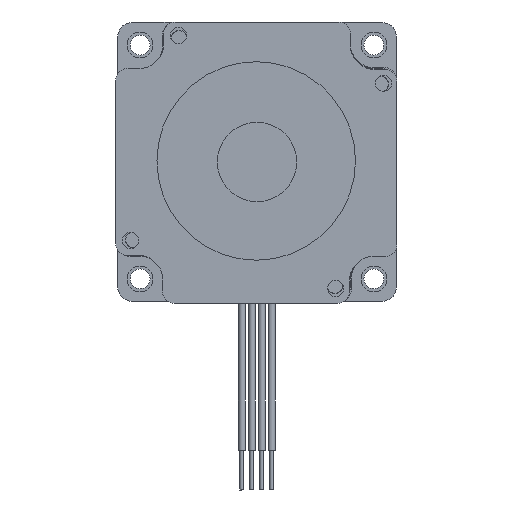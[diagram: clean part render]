
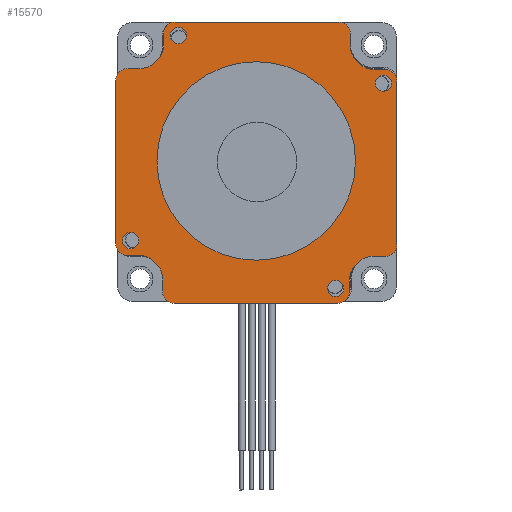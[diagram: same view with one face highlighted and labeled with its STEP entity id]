
A CAD part, front view. The second image highlights one B-rep face of the part: STEP entity #15570.
In plain terms, the highlighted planar face has unit normal (0, -1, 0).
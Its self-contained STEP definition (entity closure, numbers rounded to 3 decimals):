
#295=LINE('',#24001,#1592);
#296=LINE('',#24005,#1593);
#297=LINE('',#24009,#1594);
#298=LINE('',#24013,#1595);
#299=LINE('',#24017,#1596);
#300=LINE('',#24021,#1597);
#301=LINE('',#24025,#1598);
#302=LINE('',#24029,#1599);
#303=LINE('',#24033,#1600);
#304=LINE('',#24037,#1601);
#305=LINE('',#24041,#1602);
#306=LINE('',#24044,#1603);
#1592=VECTOR('',#18854,2.3);
#1593=VECTOR('',#18857,33.);
#1594=VECTOR('',#18860,2.1);
#1595=VECTOR('',#18863,2.417);
#1596=VECTOR('',#18866,33.);
#1597=VECTOR('',#18869,2.217);
#1598=VECTOR('',#18872,2.417);
#1599=VECTOR('',#18875,33.);
#1600=VECTOR('',#18878,2.217);
#1601=VECTOR('',#18881,2.3);
#1602=VECTOR('',#18884,33.);
#1603=VECTOR('',#18887,2.1);
#2777=PLANE('',#16558);
#3125=FACE_BOUND('',#4310,.T.);
#3126=FACE_BOUND('',#4311,.T.);
#3127=FACE_BOUND('',#4312,.T.);
#3128=FACE_BOUND('',#4313,.T.);
#3129=FACE_BOUND('',#4314,.T.);
#3394=FACE_OUTER_BOUND('',#4309,.T.);
#4309=EDGE_LOOP('',(#10793,#10794,#10795,#10796,#10797,#10798,#10799,#10800,
#10801,#10802,#10803,#10804,#10805,#10806,#10807,#10808,#10809,#10810,#10811,
#10812,#10813,#10814,#10815,#10816));
#4310=EDGE_LOOP('',(#10817));
#4311=EDGE_LOOP('',(#10818));
#4312=EDGE_LOOP('',(#10819));
#4313=EDGE_LOOP('',(#10820));
#4314=EDGE_LOOP('',(#10821));
#5362=CIRCLE('',#16556,8.);
#5364=CIRCLE('',#16559,5.);
#5365=CIRCLE('',#16560,2.3);
#5366=CIRCLE('',#16561,2.3);
#5367=CIRCLE('',#16562,5.);
#5368=CIRCLE('',#16563,2.3);
#5369=CIRCLE('',#16564,2.3);
#5370=CIRCLE('',#16565,5.);
#5371=CIRCLE('',#16566,2.3);
#5372=CIRCLE('',#16567,2.3);
#5373=CIRCLE('',#16568,5.);
#5374=CIRCLE('',#16569,2.3);
#5375=CIRCLE('',#16570,2.3);
#5376=CIRCLE('',#16571,1.65);
#5377=CIRCLE('',#16572,1.65);
#5378=CIRCLE('',#16573,1.65);
#5379=CIRCLE('',#16574,1.65);
#6482=VERTEX_POINT('',#23992);
#6484=VERTEX_POINT('',#23997);
#6485=VERTEX_POINT('',#23998);
#6486=VERTEX_POINT('',#24000);
#6487=VERTEX_POINT('',#24002);
#6488=VERTEX_POINT('',#24004);
#6489=VERTEX_POINT('',#24006);
#6490=VERTEX_POINT('',#24008);
#6491=VERTEX_POINT('',#24010);
#6492=VERTEX_POINT('',#24012);
#6493=VERTEX_POINT('',#24014);
#6494=VERTEX_POINT('',#24016);
#6495=VERTEX_POINT('',#24018);
#6496=VERTEX_POINT('',#24020);
#6497=VERTEX_POINT('',#24022);
#6498=VERTEX_POINT('',#24024);
#6499=VERTEX_POINT('',#24026);
#6500=VERTEX_POINT('',#24028);
#6501=VERTEX_POINT('',#24030);
#6502=VERTEX_POINT('',#24032);
#6503=VERTEX_POINT('',#24034);
#6504=VERTEX_POINT('',#24036);
#6505=VERTEX_POINT('',#24038);
#6506=VERTEX_POINT('',#24040);
#6507=VERTEX_POINT('',#24042);
#6508=VERTEX_POINT('',#24045);
#6509=VERTEX_POINT('',#24047);
#6510=VERTEX_POINT('',#24049);
#6511=VERTEX_POINT('',#24051);
#8179=EDGE_CURVE('',#6482,#6482,#5362,.F.);
#8181=EDGE_CURVE('',#6484,#6485,#5364,.T.);
#8182=EDGE_CURVE('',#6486,#6484,#295,.T.);
#8183=EDGE_CURVE('',#6487,#6486,#5365,.T.);
#8184=EDGE_CURVE('',#6488,#6487,#296,.T.);
#8185=EDGE_CURVE('',#6489,#6488,#5366,.T.);
#8186=EDGE_CURVE('',#6490,#6489,#297,.T.);
#8187=EDGE_CURVE('',#6491,#6490,#5367,.T.);
#8188=EDGE_CURVE('',#6492,#6491,#298,.T.);
#8189=EDGE_CURVE('',#6493,#6492,#5368,.T.);
#8190=EDGE_CURVE('',#6494,#6493,#299,.T.);
#8191=EDGE_CURVE('',#6495,#6494,#5369,.T.);
#8192=EDGE_CURVE('',#6496,#6495,#300,.T.);
#8193=EDGE_CURVE('',#6497,#6496,#5370,.T.);
#8194=EDGE_CURVE('',#6498,#6497,#301,.T.);
#8195=EDGE_CURVE('',#6499,#6498,#5371,.T.);
#8196=EDGE_CURVE('',#6500,#6499,#302,.T.);
#8197=EDGE_CURVE('',#6501,#6500,#5372,.T.);
#8198=EDGE_CURVE('',#6502,#6501,#303,.T.);
#8199=EDGE_CURVE('',#6503,#6502,#5373,.T.);
#8200=EDGE_CURVE('',#6504,#6503,#304,.T.);
#8201=EDGE_CURVE('',#6505,#6504,#5374,.T.);
#8202=EDGE_CURVE('',#6506,#6505,#305,.T.);
#8203=EDGE_CURVE('',#6507,#6506,#5375,.T.);
#8204=EDGE_CURVE('',#6485,#6507,#306,.T.);
#8205=EDGE_CURVE('',#6508,#6508,#5376,.T.);
#8206=EDGE_CURVE('',#6509,#6509,#5377,.T.);
#8207=EDGE_CURVE('',#6510,#6510,#5378,.T.);
#8208=EDGE_CURVE('',#6511,#6511,#5379,.T.);
#10793=ORIENTED_EDGE('',*,*,#8181,.F.);
#10794=ORIENTED_EDGE('',*,*,#8182,.F.);
#10795=ORIENTED_EDGE('',*,*,#8183,.F.);
#10796=ORIENTED_EDGE('',*,*,#8184,.F.);
#10797=ORIENTED_EDGE('',*,*,#8185,.F.);
#10798=ORIENTED_EDGE('',*,*,#8186,.F.);
#10799=ORIENTED_EDGE('',*,*,#8187,.F.);
#10800=ORIENTED_EDGE('',*,*,#8188,.F.);
#10801=ORIENTED_EDGE('',*,*,#8189,.F.);
#10802=ORIENTED_EDGE('',*,*,#8190,.F.);
#10803=ORIENTED_EDGE('',*,*,#8191,.F.);
#10804=ORIENTED_EDGE('',*,*,#8192,.F.);
#10805=ORIENTED_EDGE('',*,*,#8193,.F.);
#10806=ORIENTED_EDGE('',*,*,#8194,.F.);
#10807=ORIENTED_EDGE('',*,*,#8195,.F.);
#10808=ORIENTED_EDGE('',*,*,#8196,.F.);
#10809=ORIENTED_EDGE('',*,*,#8197,.F.);
#10810=ORIENTED_EDGE('',*,*,#8198,.F.);
#10811=ORIENTED_EDGE('',*,*,#8199,.F.);
#10812=ORIENTED_EDGE('',*,*,#8200,.F.);
#10813=ORIENTED_EDGE('',*,*,#8201,.F.);
#10814=ORIENTED_EDGE('',*,*,#8202,.F.);
#10815=ORIENTED_EDGE('',*,*,#8203,.F.);
#10816=ORIENTED_EDGE('',*,*,#8204,.F.);
#10817=ORIENTED_EDGE('',*,*,#8205,.T.);
#10818=ORIENTED_EDGE('',*,*,#8206,.T.);
#10819=ORIENTED_EDGE('',*,*,#8207,.T.);
#10820=ORIENTED_EDGE('',*,*,#8208,.T.);
#10821=ORIENTED_EDGE('',*,*,#8179,.F.);
#15570=ADVANCED_FACE('',(#3394,#3125,#3126,#3127,#3128,#3129),#2777,.F.);
#16556=AXIS2_PLACEMENT_3D('',#23993,#18846,#18847);
#16558=AXIS2_PLACEMENT_3D('',#23996,#18850,#18851);
#16559=AXIS2_PLACEMENT_3D('',#23999,#18852,#18853);
#16560=AXIS2_PLACEMENT_3D('',#24003,#18855,#18856);
#16561=AXIS2_PLACEMENT_3D('',#24007,#18858,#18859);
#16562=AXIS2_PLACEMENT_3D('',#24011,#18861,#18862);
#16563=AXIS2_PLACEMENT_3D('',#24015,#18864,#18865);
#16564=AXIS2_PLACEMENT_3D('',#24019,#18867,#18868);
#16565=AXIS2_PLACEMENT_3D('',#24023,#18870,#18871);
#16566=AXIS2_PLACEMENT_3D('',#24027,#18873,#18874);
#16567=AXIS2_PLACEMENT_3D('',#24031,#18876,#18877);
#16568=AXIS2_PLACEMENT_3D('',#24035,#18879,#18880);
#16569=AXIS2_PLACEMENT_3D('',#24039,#18882,#18883);
#16570=AXIS2_PLACEMENT_3D('',#24043,#18885,#18886);
#16571=AXIS2_PLACEMENT_3D('',#24046,#18888,#18889);
#16572=AXIS2_PLACEMENT_3D('',#24048,#18890,#18891);
#16573=AXIS2_PLACEMENT_3D('',#24050,#18892,#18893);
#16574=AXIS2_PLACEMENT_3D('',#24052,#18894,#18895);
#18846=DIRECTION('center_axis',(0.,1.,0.));
#18847=DIRECTION('ref_axis',(0.,0.,1.));
#18850=DIRECTION('center_axis',(0.,1.,0.));
#18851=DIRECTION('ref_axis',(0.,0.,1.));
#18852=DIRECTION('center_axis',(0.,-1.,0.));
#18853=DIRECTION('ref_axis',(0.,0.,1.));
#18854=DIRECTION('',(0.,0.,1.));
#18855=DIRECTION('center_axis',(0.,1.,0.));
#18856=DIRECTION('ref_axis',(0.,0.,-1.));
#18857=DIRECTION('',(-1.,0.,0.));
#18858=DIRECTION('center_axis',(0.,1.,0.));
#18859=DIRECTION('ref_axis',(0.,0.,1.));
#18860=DIRECTION('',(0.,0.,-1.));
#18861=DIRECTION('center_axis',(0.,-1.,0.));
#18862=DIRECTION('ref_axis',(0.,0.,-1.));
#18863=DIRECTION('',(-1.,0.,0.));
#18864=DIRECTION('center_axis',(0.,1.,0.));
#18865=DIRECTION('ref_axis',(0.,0.,1.));
#18866=DIRECTION('',(0.,0.,-1.));
#18867=DIRECTION('center_axis',(0.,1.,0.));
#18868=DIRECTION('ref_axis',(0.,0.,1.));
#18869=DIRECTION('',(1.,0.,0.));
#18870=DIRECTION('center_axis',(0.,-1.,0.));
#18871=DIRECTION('ref_axis',(0.,0.,-1.));
#18872=DIRECTION('',(0.,0.,-1.));
#18873=DIRECTION('center_axis',(0.,1.,0.));
#18874=DIRECTION('ref_axis',(0.,0.,1.));
#18875=DIRECTION('',(1.,0.,0.));
#18876=DIRECTION('center_axis',(0.,1.,0.));
#18877=DIRECTION('ref_axis',(0.,0.,1.));
#18878=DIRECTION('',(0.,0.,1.));
#18879=DIRECTION('center_axis',(0.,-1.,0.));
#18880=DIRECTION('ref_axis',(0.,0.,1.));
#18881=DIRECTION('',(1.,0.,0.));
#18882=DIRECTION('center_axis',(0.,1.,0.));
#18883=DIRECTION('ref_axis',(0.,0.,1.));
#18884=DIRECTION('',(0.,0.,1.));
#18885=DIRECTION('center_axis',(0.,1.,0.));
#18886=DIRECTION('ref_axis',(0.,0.,1.));
#18887=DIRECTION('',(-1.,0.,0.));
#18888=DIRECTION('center_axis',(0.,1.,0.));
#18889=DIRECTION('ref_axis',(0.,0.,1.));
#18890=DIRECTION('center_axis',(0.,1.,0.));
#18891=DIRECTION('ref_axis',(0.,0.,1.));
#18892=DIRECTION('center_axis',(0.,1.,0.));
#18893=DIRECTION('ref_axis',(0.,0.,1.));
#18894=DIRECTION('center_axis',(0.,1.,0.));
#18895=DIRECTION('ref_axis',(0.,0.,1.));
#23992=CARTESIAN_POINT('',(0.,0.,8.));
#23993=CARTESIAN_POINT('Origin',(0.,0.,0.));
#23996=CARTESIAN_POINT('Origin',(-23.8,0.,-23.6));
#23997=CARTESIAN_POINT('',(-18.8,0.,-23.6));
#23998=CARTESIAN_POINT('',(-23.8,0.,-18.6));
#23999=CARTESIAN_POINT('Origin',(-23.8,0.,-23.6));
#24000=CARTESIAN_POINT('',(-18.8,0.,-25.9));
#24001=CARTESIAN_POINT('',(-18.8,0.,-25.9));
#24002=CARTESIAN_POINT('',(-16.5,0.,-28.2));
#24003=CARTESIAN_POINT('Origin',(-16.5,0.,-25.9));
#24004=CARTESIAN_POINT('',(16.5,0.,-28.2));
#24005=CARTESIAN_POINT('',(16.5,0.,-28.2));
#24006=CARTESIAN_POINT('',(18.8,0.,-25.9));
#24007=CARTESIAN_POINT('Origin',(16.5,0.,-25.9));
#24008=CARTESIAN_POINT('',(18.8,0.,-23.8));
#24009=CARTESIAN_POINT('',(18.8,0.,-23.8));
#24010=CARTESIAN_POINT('',(23.8,0.,-18.8));
#24011=CARTESIAN_POINT('Origin',(23.8,0.,-23.8));
#24012=CARTESIAN_POINT('',(26.217,0.,-18.8));
#24013=CARTESIAN_POINT('',(26.217,0.,-18.8));
#24014=CARTESIAN_POINT('',(28.517,0.,-16.5));
#24015=CARTESIAN_POINT('Origin',(26.217,0.,-16.5));
#24016=CARTESIAN_POINT('',(28.517,0.,16.5));
#24017=CARTESIAN_POINT('',(28.517,0.,16.5));
#24018=CARTESIAN_POINT('',(26.217,0.,18.8));
#24019=CARTESIAN_POINT('Origin',(26.217,0.,16.5));
#24020=CARTESIAN_POINT('',(24.,0.,18.8));
#24021=CARTESIAN_POINT('',(24.,0.,18.8));
#24022=CARTESIAN_POINT('',(19.,0.,23.8));
#24023=CARTESIAN_POINT('Origin',(24.,0.,23.8));
#24024=CARTESIAN_POINT('',(19.,0.,26.217));
#24025=CARTESIAN_POINT('',(19.,0.,26.217));
#24026=CARTESIAN_POINT('',(16.7,0.,28.517));
#24027=CARTESIAN_POINT('Origin',(16.7,0.,26.217));
#24028=CARTESIAN_POINT('',(-16.3,0.,28.517));
#24029=CARTESIAN_POINT('',(-16.3,0.,28.517));
#24030=CARTESIAN_POINT('',(-18.6,0.,26.217));
#24031=CARTESIAN_POINT('Origin',(-16.3,0.,26.217));
#24032=CARTESIAN_POINT('',(-18.6,0.,24.));
#24033=CARTESIAN_POINT('',(-18.6,0.,24.));
#24034=CARTESIAN_POINT('',(-23.6,0.,19.));
#24035=CARTESIAN_POINT('Origin',(-23.6,0.,24.));
#24036=CARTESIAN_POINT('',(-25.9,0.,19.));
#24037=CARTESIAN_POINT('',(-25.9,0.,19.));
#24038=CARTESIAN_POINT('',(-28.2,0.,16.7));
#24039=CARTESIAN_POINT('Origin',(-25.9,0.,16.7));
#24040=CARTESIAN_POINT('',(-28.2,0.,-16.3));
#24041=CARTESIAN_POINT('',(-28.2,0.,-16.3));
#24042=CARTESIAN_POINT('',(-25.9,0.,-18.6));
#24043=CARTESIAN_POINT('Origin',(-25.9,0.,-16.3));
#24044=CARTESIAN_POINT('',(-23.8,0.,-18.6));
#24045=CARTESIAN_POINT('',(15.853,0.,-23.819));
#24046=CARTESIAN_POINT('Origin',(15.853,0.,-25.469));
#24047=CARTESIAN_POINT('',(25.469,0.,17.503));
#24048=CARTESIAN_POINT('Origin',(25.469,0.,15.853));
#24049=CARTESIAN_POINT('',(-15.853,0.,27.119));
#24050=CARTESIAN_POINT('Origin',(-15.853,0.,25.469));
#24051=CARTESIAN_POINT('',(-25.469,0.,-14.203));
#24052=CARTESIAN_POINT('Origin',(-25.469,0.,-15.853));
